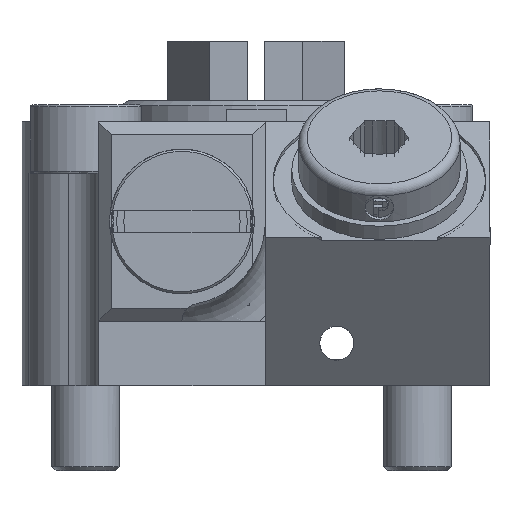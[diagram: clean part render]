
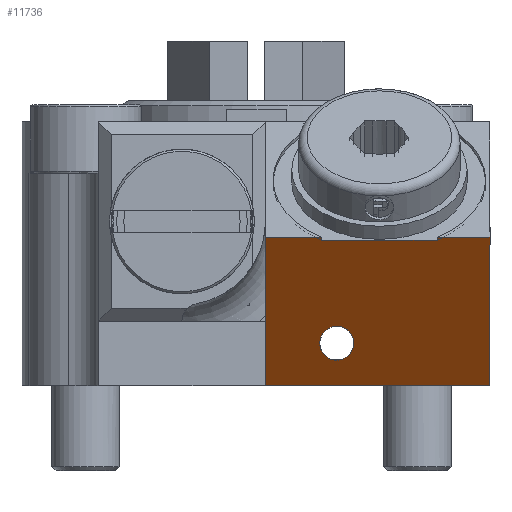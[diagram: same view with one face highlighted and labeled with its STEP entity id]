
A CAD part, left-side view. The second image highlights one B-rep face of the part: STEP entity #11736.
In plain terms, the highlighted planar face has unit normal (-0.766, 0, -0.643).
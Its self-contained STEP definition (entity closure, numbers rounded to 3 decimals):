
#241=ELLIPSE('',#15269,2.611,2.);
#708=LINE('',#20495,#1767);
#709=LINE('',#20504,#1768);
#711=LINE('',#20509,#1770);
#955=LINE('',#22686,#2014);
#957=LINE('',#22690,#2016);
#958=LINE('',#22692,#2017);
#959=LINE('',#22694,#2018);
#960=LINE('',#22696,#2019);
#961=LINE('',#22698,#2020);
#1767=VECTOR('',#16945,1000.);
#1768=VECTOR('',#16954,1000.);
#1770=VECTOR('',#16960,1000.);
#2014=VECTOR('',#17410,1000.);
#2016=VECTOR('',#17414,1000.);
#2017=VECTOR('',#17415,1000.);
#2018=VECTOR('',#17416,1000.);
#2019=VECTOR('',#17417,1000.);
#2020=VECTOR('',#17418,1000.);
#3605=ORIENTED_EDGE('',*,*,#6595,.F.);
#3606=ORIENTED_EDGE('',*,*,#6284,.T.);
#3607=ORIENTED_EDGE('',*,*,#6291,.T.);
#3608=ORIENTED_EDGE('',*,*,#6288,.F.);
#3609=ORIENTED_EDGE('',*,*,#6597,.F.);
#3610=ORIENTED_EDGE('',*,*,#6598,.T.);
#3611=ORIENTED_EDGE('',*,*,#6599,.T.);
#3612=ORIENTED_EDGE('',*,*,#6600,.T.);
#3613=ORIENTED_EDGE('',*,*,#6601,.F.);
#3614=ORIENTED_EDGE('',*,*,#6050,.T.);
#6050=EDGE_CURVE('',#7691,#7691,#241,.T.);
#6284=EDGE_CURVE('',#7881,#7880,#708,.T.);
#6288=EDGE_CURVE('',#7884,#7885,#709,.T.);
#6291=EDGE_CURVE('',#7880,#7885,#711,.T.);
#6595=EDGE_CURVE('',#7881,#8091,#955,.T.);
#6597=EDGE_CURVE('',#8092,#7884,#957,.T.);
#6598=EDGE_CURVE('',#8092,#8093,#958,.T.);
#6599=EDGE_CURVE('',#8093,#8094,#959,.T.);
#6600=EDGE_CURVE('',#8094,#8095,#960,.T.);
#6601=EDGE_CURVE('',#8091,#8095,#961,.T.);
#7691=VERTEX_POINT('',#19921);
#7880=VERTEX_POINT('',#20494);
#7881=VERTEX_POINT('',#20496);
#7884=VERTEX_POINT('',#20503);
#7885=VERTEX_POINT('',#20505);
#8091=VERTEX_POINT('',#22687);
#8092=VERTEX_POINT('',#22691);
#8093=VERTEX_POINT('',#22693);
#8094=VERTEX_POINT('',#22695);
#8095=VERTEX_POINT('',#22697);
#9461=EDGE_LOOP('',(#3605,#3606,#3607,#3608,#3609,#3610,#3611,#3612,#3613));
#9462=EDGE_LOOP('',(#3614));
#10394=FACE_BOUND('',#9461,.T.);
#10395=FACE_BOUND('',#9462,.T.);
#11193=PLANE('',#15563);
#11736=ADVANCED_FACE('',(#10394,#10395),#11193,.F.);
#15269=AXIS2_PLACEMENT_3D('',#19920,#16479,#16480);
#15563=AXIS2_PLACEMENT_3D('',#22689,#17412,#17413);
#16479=DIRECTION('',(0.766,0.,0.643));
#16480=DIRECTION('',(0.643,0.,-0.766));
#16945=DIRECTION('',(0.643,0.,-0.766));
#16954=DIRECTION('',(0.643,0.,-0.766));
#16960=DIRECTION('',(0.,1.,0.));
#17410=DIRECTION('',(0.,-1.,0.));
#17412=DIRECTION('',(0.766,0.,0.643));
#17413=DIRECTION('',(0.643,0.,-0.766));
#17414=DIRECTION('',(0.,-1.,0.));
#17415=DIRECTION('',(0.643,0.,-0.766));
#17416=DIRECTION('',(0.643,0.,-0.766));
#17417=DIRECTION('',(0.,-1.,0.));
#17418=DIRECTION('',(0.643,0.,-0.766));
#19920=CARTESIAN_POINT('',(22.505,18.,5.));
#19921=CARTESIAN_POINT('',(24.183,18.,3.));
#20494=CARTESIAN_POINT('',(12.366,6.218,17.083));
#20495=CARTESIAN_POINT('',(12.044,6.218,17.466));
#20496=CARTESIAN_POINT('',(12.044,6.218,17.466));
#20503=CARTESIAN_POINT('',(12.044,19.782,17.466));
#20504=CARTESIAN_POINT('',(12.044,19.782,17.466));
#20505=CARTESIAN_POINT('',(12.366,19.782,17.083));
#20509=CARTESIAN_POINT('',(12.366,201.59,17.083));
#22686=CARTESIAN_POINT('',(12.044,201.59,17.466));
#22687=CARTESIAN_POINT('',(12.044,0.,17.466));
#22689=CARTESIAN_POINT('',(26.7,201.59,0.));
#22690=CARTESIAN_POINT('',(12.044,201.59,17.466));
#22691=CARTESIAN_POINT('',(12.044,26.4,17.466));
#22692=CARTESIAN_POINT('',(26.7,26.4,0.));
#22693=CARTESIAN_POINT('',(20.323,26.4,7.6));
#22694=CARTESIAN_POINT('',(26.7,26.4,0.));
#22695=CARTESIAN_POINT('',(26.7,26.4,0.));
#22696=CARTESIAN_POINT('',(26.7,201.59,0.));
#22697=CARTESIAN_POINT('',(26.7,0.,0.));
#22698=CARTESIAN_POINT('',(26.7,0.,0.));
